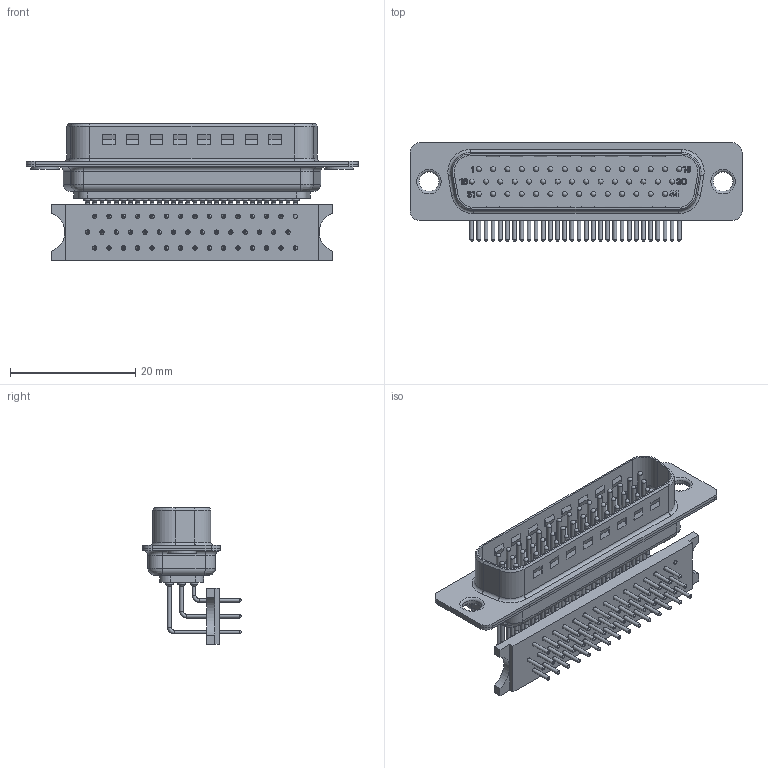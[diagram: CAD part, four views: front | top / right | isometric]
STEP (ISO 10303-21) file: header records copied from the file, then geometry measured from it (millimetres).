
FILE_DESCRIPTION(/* description */ ('M1101/44M/white'),/* implementation_level */ '2;1');
FILE_NAME(/* name */ 'K060911.stp',/* time_stamp */ '2017-05-02T10:36:20+02:00',/* author */ ('M. Rickli'),/* organization */ (''),/* preprocessor_version */ 'ST-DEVELOPER v15.6',/* originating_system */ 'Autodesk Inventor 2015',/* authorisation */ '');
FILE_SCHEMA (('AUTOMOTIVE_DESIGN { 1 0 10303 214 3 1 1 }'));
Length unit declared in the file: millimetre
Products named in the file (8): N00787_China_BG; R+B00746_BG; R+B00745_BG; R+B00744_BG; R+B00128_BG; N00543_male_BG; R+B00126_BG; K060911
Assembly tree (48 placements, depth 2):
  K060911
    N00787_China_BG
    R+B00746_BG  x15
    R+B00745_BG  x15
    R+B00744_BG  x14
    R+B00128_BG
    N00543_male_BG
    R+B00126_BG
Bounding box: 53.1 x 15.7 x 21.84 mm (x, y, z)
Volume: 3526.3 mm3; surface area: 9350.7 mm2
Topology: 48 solids, 48 shells, 1375 faces, 2981 edges, 1859 vertices
Faces by surface type: plane 601, cylinder 485, cone 137, torus 68, sphere 44, bspline 40
Full cylindrical faces by diameter (mm): 0.6 x88, 0.7 x45, 0.75 x44, 0.8 x44, 1.24 x44, 1.26 x44, 1.6 x88, 3.1 x2, 3.9 x2, 4.06 x2, 4.6 x2
Entity records: 27102 total; most frequent: CARTESIAN_POINT 7135, DIRECTION 4136, ORIENTED_EDGE 3448, EDGE_CURVE 1724, AXIS2_PLACEMENT_3D 1565, EDGE_LOOP 1494, VERTEX_POINT 1276, LINE 1006
